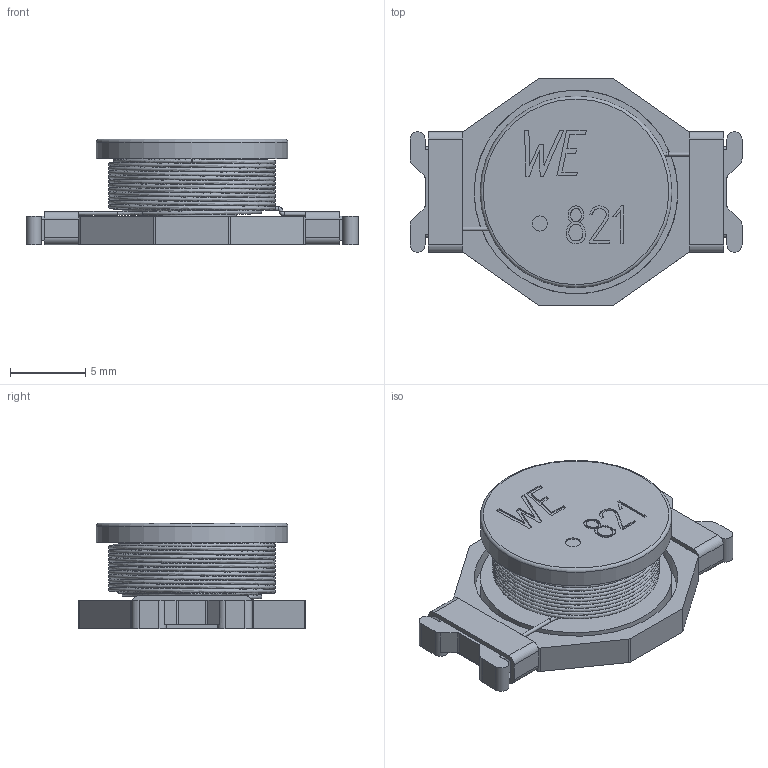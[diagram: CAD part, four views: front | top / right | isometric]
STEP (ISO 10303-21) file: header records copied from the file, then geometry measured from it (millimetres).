
FILE_DESCRIPTION(/* description */ ('Unknown'),/* implementation_level */ '2;1');
FILE_NAME(/* name */ 'L_Wurth_WE-PD4_Type_XL',/* time_stamp */ '2022-03-08T11:38:53+08:00',/* author */ ('Unknown'),/* organization */ ('Unknown'),/* preprocessor_version */ 'ST-DEVELOPER v16.7',/* originating_system */ 'Solid Edge',/* authorisation */ 'Unknown');
FILE_SCHEMA (('AUTOMOTIVE_DESIGN {1 0 10303 214 3 1 1}'));
Length unit declared in the file: millimetre
Products named in the file (2): L_Wurth_WE-PD4_Type_XL
Assembly tree (1 placements, depth 2):
  L_Wurth_WE-PD4_Type_XL
    L_Wurth_WE-PD4_Type_XL
Bounding box: 22 x 15 x 7 mm (x, y, z)
Volume: 770.8 mm3; surface area: 2348.1 mm2
Topology: 4 solids, 4 shells, 174 faces, 453 edges, 299 vertices
Faces by surface type: plane 106, cylinder 47, bspline 17, torus 4
Full cylindrical faces by diameter (mm): 0.25 x2, 1 x1, 5.9 x1, 12.7 x2, 13.5 x1
Entity records: 9629 total; most frequent: CARTESIAN_POINT 5399, ORIENTED_EDGE 848, DIRECTION 835, EDGE_CURVE 424, LINE 297, VECTOR 297, VERTEX_POINT 292, AXIS2_PLACEMENT_3D 269
